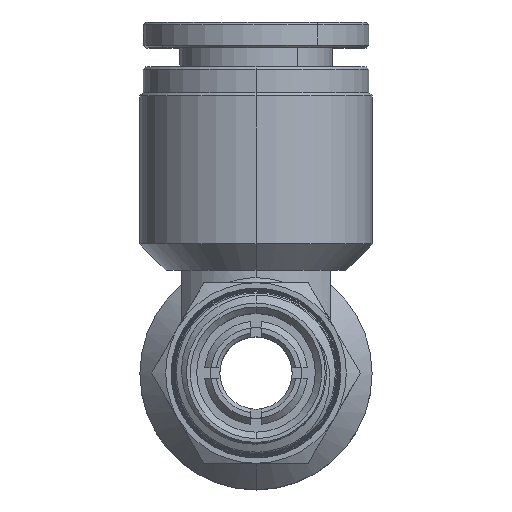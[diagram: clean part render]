
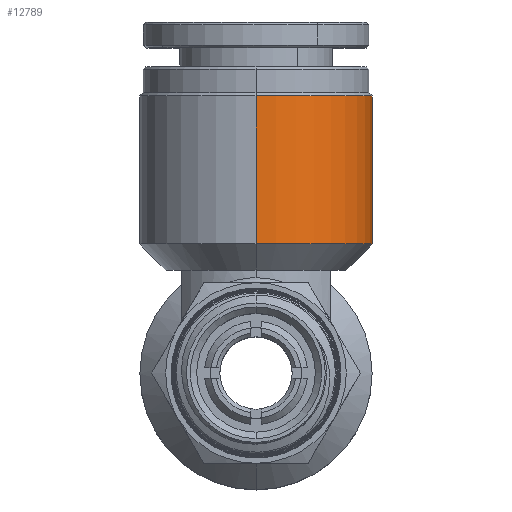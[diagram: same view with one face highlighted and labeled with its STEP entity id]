
A CAD part, top view. The second image highlights one B-rep face of the part: STEP entity #12789.
In plain terms, the highlighted cylindrical face has radius 9 mm (diameter 18 mm), a partial arc.
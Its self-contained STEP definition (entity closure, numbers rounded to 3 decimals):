
#237 = CARTESIAN_POINT ( 'NONE',  ( 0., 10.03, 1. ) ) ;
#1026 = DIRECTION ( 'NONE',  ( 0., 0., 1. ) ) ;
#1453 = ORIENTED_EDGE ( 'NONE', *, *, #33627, .T. ) ;
#4393 = VERTEX_POINT ( 'NONE', #11693 ) ;
#5133 = VERTEX_POINT ( 'NONE', #49021 ) ;
#6261 = ORIENTED_EDGE ( 'NONE', *, *, #29591, .T. ) ;
#6862 = EDGE_CURVE ( 'NONE', #5133, #22369, #8440, .T. ) ;
#8440 = LINE ( 'NONE', #12686, #20261 ) ;
#9123 = ORIENTED_EDGE ( 'NONE', *, *, #15443, .T. ) ;
#9579 = CARTESIAN_POINT ( 'NONE',  ( 0., 10.03, -17. ) ) ;
#11693 = CARTESIAN_POINT ( 'NONE',  ( 0., 21.5, 1. ) ) ;
#12686 = CARTESIAN_POINT ( 'NONE',  ( 0., 23.75, -17. ) ) ;
#12789 = ADVANCED_FACE ( 'NONE', ( #44115 ), #50354, .T. ) ;
#14838 = CIRCLE ( 'NONE', #28323, 9. ) ;
#15217 = ORIENTED_EDGE ( 'NONE', *, *, #6862, .F. ) ;
#15443 = EDGE_CURVE ( 'NONE', #5133, #4393, #14838, .T. ) ;
#17151 = DIRECTION ( 'NONE',  ( 0., -1., 0. ) ) ;
#19800 = LINE ( 'NONE', #46531, #43368 ) ;
#19941 = DIRECTION ( 'NONE',  ( 0., -1., 0. ) ) ;
#20261 = VECTOR ( 'NONE', #17151, 1000. ) ;
#20863 = VERTEX_POINT ( 'NONE', #237 ) ;
#22369 = VERTEX_POINT ( 'NONE', #9579 ) ;
#24580 = DIRECTION ( 'NONE',  ( 0., -1., 0. ) ) ;
#25525 = DIRECTION ( 'NONE',  ( 0., 0., -1. ) ) ;
#26176 = CIRCLE ( 'NONE', #55961, 9. ) ;
#27634 = DIRECTION ( 'NONE',  ( 0., 1., 0. ) ) ;
#28323 = AXIS2_PLACEMENT_3D ( 'NONE', #51120, #24580, #55553 ) ;
#29591 = EDGE_CURVE ( 'NONE', #20863, #22369, #26176, .T. ) ;
#33627 = EDGE_CURVE ( 'NONE', #4393, #20863, #19800, .T. ) ;
#34257 = DIRECTION ( 'NONE',  ( 0., -1., 0. ) ) ;
#40054 = AXIS2_PLACEMENT_3D ( 'NONE', #51883, #34257, #25525 ) ;
#43368 = VECTOR ( 'NONE', #19941, 1000. ) ;
#44115 = FACE_OUTER_BOUND ( 'NONE', #50249, .T. ) ;
#46531 = CARTESIAN_POINT ( 'NONE',  ( 0., 23.75, 1. ) ) ;
#49021 = CARTESIAN_POINT ( 'NONE',  ( 0., 21.5, -17. ) ) ;
#50249 = EDGE_LOOP ( 'NONE', ( #9123, #1453, #6261, #15217 ) ) ;
#50354 = CYLINDRICAL_SURFACE ( 'NONE', #40054, 9. ) ;
#51120 = CARTESIAN_POINT ( 'NONE',  ( 0., 21.5, -8. ) ) ;
#51883 = CARTESIAN_POINT ( 'NONE',  ( 0., 23.75, -8. ) ) ;
#54179 = CARTESIAN_POINT ( 'NONE',  ( 0., 10.03, -8. ) ) ;
#55553 = DIRECTION ( 'NONE',  ( 0., 0., 1. ) ) ;
#55961 = AXIS2_PLACEMENT_3D ( 'NONE', #54179, #27634, #1026 ) ;
